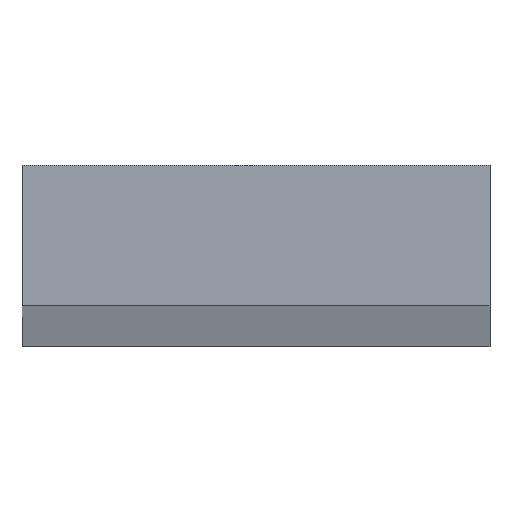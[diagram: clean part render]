
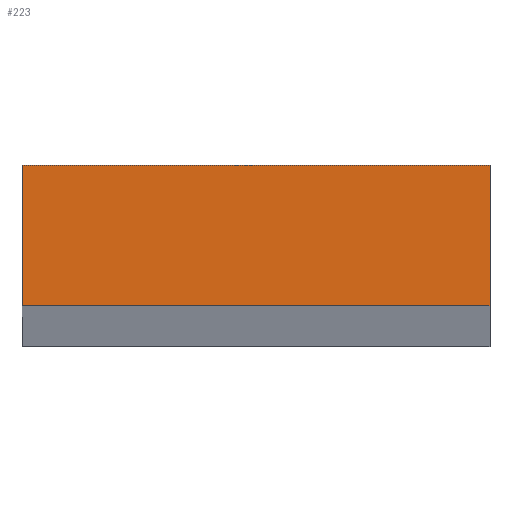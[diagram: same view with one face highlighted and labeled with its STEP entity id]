
A CAD part, top view. The second image highlights one B-rep face of the part: STEP entity #223.
In plain terms, the highlighted planar face has unit normal (0, 0, 1).
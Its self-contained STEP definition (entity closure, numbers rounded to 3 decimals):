
#4 = AXIS2_PLACEMENT_3D ( 'NONE', #154, #155, #156 ) ;
#5 = VECTOR ( 'NONE', #136, 1000. ) ;
#8 = FACE_OUTER_BOUND ( 'NONE', #28, .T. ) ;
#10 = VECTOR ( 'NONE', #144, 1000. ) ;
#28 = EDGE_LOOP ( 'NONE', ( #77, #78, #79, #75 ) ) ;
#52 = EDGE_CURVE ( 'NONE', #89, #85, #99, .T. ) ;
#54 = EDGE_CURVE ( 'NONE', #87, #88, #105, .T. ) ;
#75 = ORIENTED_EDGE ( 'NONE', *, *, #52, .T. ) ;
#77 = ORIENTED_EDGE ( 'NONE', *, *, #220, .T. ) ;
#78 = ORIENTED_EDGE ( 'NONE', *, *, #54, .T. ) ;
#79 = ORIENTED_EDGE ( 'NONE', *, *, #218, .T. ) ;
#85 = VERTEX_POINT ( 'NONE', #117 ) ;
#87 = VERTEX_POINT ( 'NONE', #119 ) ;
#88 = VERTEX_POINT ( 'NONE', #120 ) ;
#89 = VERTEX_POINT ( 'NONE', #121 ) ;
#99 = LINE ( 'NONE', #100, #206 ) ;
#100 = CARTESIAN_POINT ( 'NONE',  ( -10., 3., 500. ) ) ;
#101 = DIRECTION ( 'NONE',  ( -1., 0., 0. ) ) ;
#105 = LINE ( 'NONE', #106, #204 ) ;
#106 = CARTESIAN_POINT ( 'NONE',  ( -10., -3., 500. ) ) ;
#107 = DIRECTION ( 'NONE',  ( 1., 0., 0. ) ) ;
#117 = CARTESIAN_POINT ( 'NONE',  ( -10., 3., 500. ) ) ;
#119 = CARTESIAN_POINT ( 'NONE',  ( -10., -3., 500. ) ) ;
#120 = CARTESIAN_POINT ( 'NONE',  ( 10., -3., 500. ) ) ;
#121 = CARTESIAN_POINT ( 'NONE',  ( 10., 3., 500. ) ) ;
#135 = LINE ( 'NONE', #137, #5 ) ;
#136 = DIRECTION ( 'NONE',  ( 0., 1., 0. ) ) ;
#137 = CARTESIAN_POINT ( 'NONE',  ( 10., 3., 500. ) ) ;
#142 = LINE ( 'NONE', #143, #10 ) ;
#143 = CARTESIAN_POINT ( 'NONE',  ( -10., 3., 500. ) ) ;
#144 = DIRECTION ( 'NONE',  ( 0., -1., 0. ) ) ;
#153 = PLANE ( 'NONE',  #4 ) ;
#154 = CARTESIAN_POINT ( 'NONE',  ( 0., 0., 500. ) ) ;
#155 = DIRECTION ( 'NONE',  ( 0., 0., 1. ) ) ;
#156 = DIRECTION ( 'NONE',  ( 1., 0., 0. ) ) ;
#204 = VECTOR ( 'NONE', #107, 1000. ) ;
#206 = VECTOR ( 'NONE', #101, 1000. ) ;
#218 = EDGE_CURVE ( 'NONE', #88, #89, #135, .T. ) ;
#220 = EDGE_CURVE ( 'NONE', #85, #87, #142, .T. ) ;
#223 = ADVANCED_FACE ( 'NONE', ( #8 ), #153, .T. ) ;
